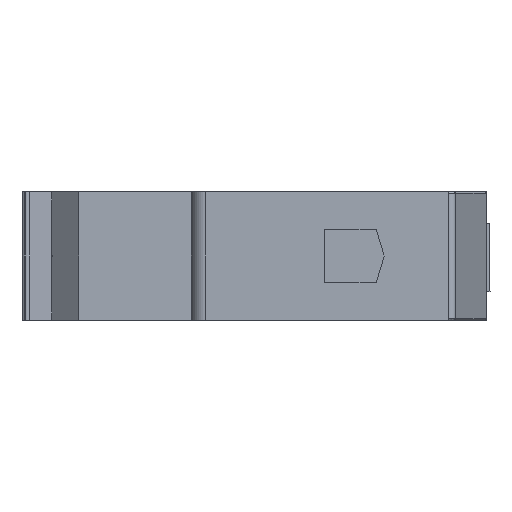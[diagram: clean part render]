
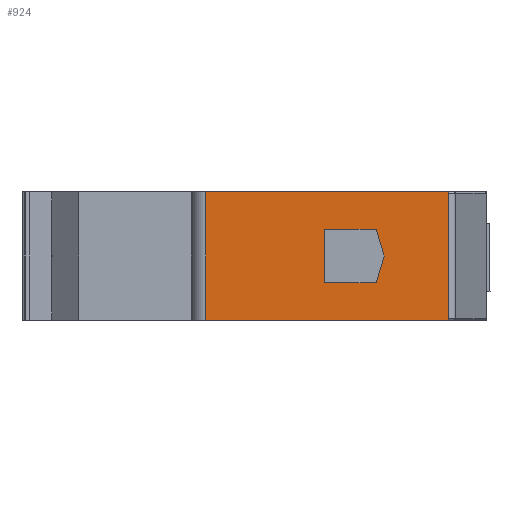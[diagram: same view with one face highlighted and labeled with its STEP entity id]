
A CAD part, left-side view. The second image highlights one B-rep face of the part: STEP entity #924.
In plain terms, the highlighted planar face has unit normal (-1, 0, 0).
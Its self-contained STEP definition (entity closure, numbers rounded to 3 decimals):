
#90 = DIRECTION ( 'NONE',  ( 0., 0., 1. ) ) ;
#178 = VERTEX_POINT ( 'NONE', #4730 ) ;
#210 = VECTOR ( 'NONE', #1955, 1000. ) ;
#236 = CARTESIAN_POINT ( 'NONE',  ( -48., -56.44, 8.9 ) ) ;
#379 = LINE ( 'NONE', #1390, #6070 ) ;
#423 = EDGE_CURVE ( 'NONE', #5020, #1538, #1297, .T. ) ;
#630 = EDGE_LOOP ( 'NONE', ( #2611, #2092, #5044, #5287, #2183 ) ) ;
#683 = CARTESIAN_POINT ( 'NONE',  ( -48., -56.44, 8.7 ) ) ;
#686 = VERTEX_POINT ( 'NONE', #3040 ) ;
#719 = CARTESIAN_POINT ( 'NONE',  ( -48., -47.493, 0. ) ) ;
#811 = CARTESIAN_POINT ( 'NONE',  ( -48., -22.7, 8.9 ) ) ;
#924 = ADVANCED_FACE ( 'NONE', ( #1443, #3505 ), #1261, .T. ) ;
#944 = EDGE_CURVE ( 'NONE', #178, #4362, #1692, .T. ) ;
#958 = DIRECTION ( 'NONE',  ( 0., 0., -1. ) ) ;
#1200 = CARTESIAN_POINT ( 'NONE',  ( -48., -56.44, 0. ) ) ;
#1257 = CARTESIAN_POINT ( 'NONE',  ( -48., -14.422, 8.9 ) ) ;
#1261 = PLANE ( 'NONE',  #2291 ) ;
#1269 = CARTESIAN_POINT ( 'NONE',  ( -48., -46.393, -3.7 ) ) ;
#1297 = LINE ( 'NONE', #6924, #210 ) ;
#1343 = DIRECTION ( 'NONE',  ( 0., -1., 0. ) ) ;
#1387 = EDGE_CURVE ( 'NONE', #4996, #2663, #5972, .T. ) ;
#1388 = LINE ( 'NONE', #6532, #2694 ) ;
#1390 = CARTESIAN_POINT ( 'NONE',  ( -48., -46.393, 3.7 ) ) ;
#1413 = LINE ( 'NONE', #3577, #7151 ) ;
#1443 = FACE_BOUND ( 'NONE', #630, .T. ) ;
#1537 = LINE ( 'NONE', #1257, #5795 ) ;
#1538 = VERTEX_POINT ( 'NONE', #5971 ) ;
#1692 = LINE ( 'NONE', #6492, #2597 ) ;
#1747 = DIRECTION ( 'NONE',  ( 0., 0., 1. ) ) ;
#1753 = CARTESIAN_POINT ( 'NONE',  ( -48., -47.493, 0. ) ) ;
#1771 = VECTOR ( 'NONE', #6997, 1000. ) ;
#1955 = DIRECTION ( 'NONE',  ( 0., 0., -1. ) ) ;
#2092 = ORIENTED_EDGE ( 'NONE', *, *, #4002, .F. ) ;
#2183 = ORIENTED_EDGE ( 'NONE', *, *, #6144, .F. ) ;
#2291 = AXIS2_PLACEMENT_3D ( 'NONE', #6419, #2745, #90 ) ;
#2403 = VECTOR ( 'NONE', #958, 1000. ) ;
#2590 = LINE ( 'NONE', #5389, #2403 ) ;
#2597 = VECTOR ( 'NONE', #3348, 1000. ) ;
#2611 = ORIENTED_EDGE ( 'NONE', *, *, #944, .F. ) ;
#2617 = ORIENTED_EDGE ( 'NONE', *, *, #4693, .F. ) ;
#2663 = VERTEX_POINT ( 'NONE', #683 ) ;
#2694 = VECTOR ( 'NONE', #7111, 1000. ) ;
#2745 = DIRECTION ( 'NONE',  ( -1., 0., 0. ) ) ;
#2917 = CARTESIAN_POINT ( 'NONE',  ( -48., -39.193, 3.7 ) ) ;
#2927 = VERTEX_POINT ( 'NONE', #4365 ) ;
#3032 = ORIENTED_EDGE ( 'NONE', *, *, #4279, .T. ) ;
#3040 = CARTESIAN_POINT ( 'NONE',  ( -48., -39.193, -3.7 ) ) ;
#3047 = EDGE_CURVE ( 'NONE', #2927, #4318, #1413, .T. ) ;
#3174 = ORIENTED_EDGE ( 'NONE', *, *, #423, .T. ) ;
#3348 = DIRECTION ( 'NONE',  ( 0., 1., 0. ) ) ;
#3381 = VECTOR ( 'NONE', #4508, 1000. ) ;
#3383 = ORIENTED_EDGE ( 'NONE', *, *, #3047, .F. ) ;
#3505 = FACE_OUTER_BOUND ( 'NONE', #6893, .T. ) ;
#3509 = DIRECTION ( 'NONE',  ( 0., 0., -1. ) ) ;
#3577 = CARTESIAN_POINT ( 'NONE',  ( -48., -56.44, 110.959 ) ) ;
#3797 = EDGE_CURVE ( 'NONE', #4367, #4936, #6341, .T. ) ;
#3937 = EDGE_CURVE ( 'NONE', #686, #4367, #5308, .T. ) ;
#4002 = EDGE_CURVE ( 'NONE', #4936, #178, #379, .T. ) ;
#4158 = VECTOR ( 'NONE', #1747, 1000. ) ;
#4279 = EDGE_CURVE ( 'NONE', #2927, #2663, #4323, .T. ) ;
#4318 = VERTEX_POINT ( 'NONE', #4523 ) ;
#4323 = LINE ( 'NONE', #1200, #4158 ) ;
#4362 = VERTEX_POINT ( 'NONE', #2917 ) ;
#4365 = CARTESIAN_POINT ( 'NONE',  ( -48., -56.44, -8.7 ) ) ;
#4367 = VERTEX_POINT ( 'NONE', #1269 ) ;
#4508 = DIRECTION ( 'NONE',  ( 0., -0.285, 0.959 ) ) ;
#4523 = CARTESIAN_POINT ( 'NONE',  ( -48., -56.44, -8.9 ) ) ;
#4693 = EDGE_CURVE ( 'NONE', #4318, #1538, #1388, .T. ) ;
#4730 = CARTESIAN_POINT ( 'NONE',  ( -48., -46.393, 3.7 ) ) ;
#4936 = VERTEX_POINT ( 'NONE', #719 ) ;
#4996 = VERTEX_POINT ( 'NONE', #236 ) ;
#5020 = VERTEX_POINT ( 'NONE', #811 ) ;
#5044 = ORIENTED_EDGE ( 'NONE', *, *, #3797, .F. ) ;
#5228 = CARTESIAN_POINT ( 'NONE',  ( -48., -46.393, -3.7 ) ) ;
#5287 = ORIENTED_EDGE ( 'NONE', *, *, #3937, .F. ) ;
#5308 = LINE ( 'NONE', #5228, #6769 ) ;
#5389 = CARTESIAN_POINT ( 'NONE',  ( -48., -39.193, -3.7 ) ) ;
#5508 = EDGE_CURVE ( 'NONE', #5020, #4996, #1537, .T. ) ;
#5701 = ORIENTED_EDGE ( 'NONE', *, *, #1387, .F. ) ;
#5795 = VECTOR ( 'NONE', #6766, 1000. ) ;
#5971 = CARTESIAN_POINT ( 'NONE',  ( -48., -22.7, -8.9 ) ) ;
#5972 = LINE ( 'NONE', #6701, #1771 ) ;
#6070 = VECTOR ( 'NONE', #6968, 1000. ) ;
#6144 = EDGE_CURVE ( 'NONE', #4362, #686, #2590, .T. ) ;
#6341 = LINE ( 'NONE', #1753, #3381 ) ;
#6419 = CARTESIAN_POINT ( 'NONE',  ( -48., -17.6, 0. ) ) ;
#6492 = CARTESIAN_POINT ( 'NONE',  ( -48., -39.193, 3.7 ) ) ;
#6532 = CARTESIAN_POINT ( 'NONE',  ( -48., -13.814, -8.9 ) ) ;
#6658 = ORIENTED_EDGE ( 'NONE', *, *, #5508, .F. ) ;
#6701 = CARTESIAN_POINT ( 'NONE',  ( -48., -56.44, 110.959 ) ) ;
#6766 = DIRECTION ( 'NONE',  ( 0., -1., 0. ) ) ;
#6769 = VECTOR ( 'NONE', #1343, 1000. ) ;
#6893 = EDGE_LOOP ( 'NONE', ( #6658, #3174, #2617, #3383, #3032, #5701 ) ) ;
#6924 = CARTESIAN_POINT ( 'NONE',  ( -48., -22.7, -8.9 ) ) ;
#6968 = DIRECTION ( 'NONE',  ( 0., 0.285, 0.959 ) ) ;
#6997 = DIRECTION ( 'NONE',  ( 0., 0., -1. ) ) ;
#7111 = DIRECTION ( 'NONE',  ( 0., 1., 0. ) ) ;
#7151 = VECTOR ( 'NONE', #3509, 1000. ) ;
